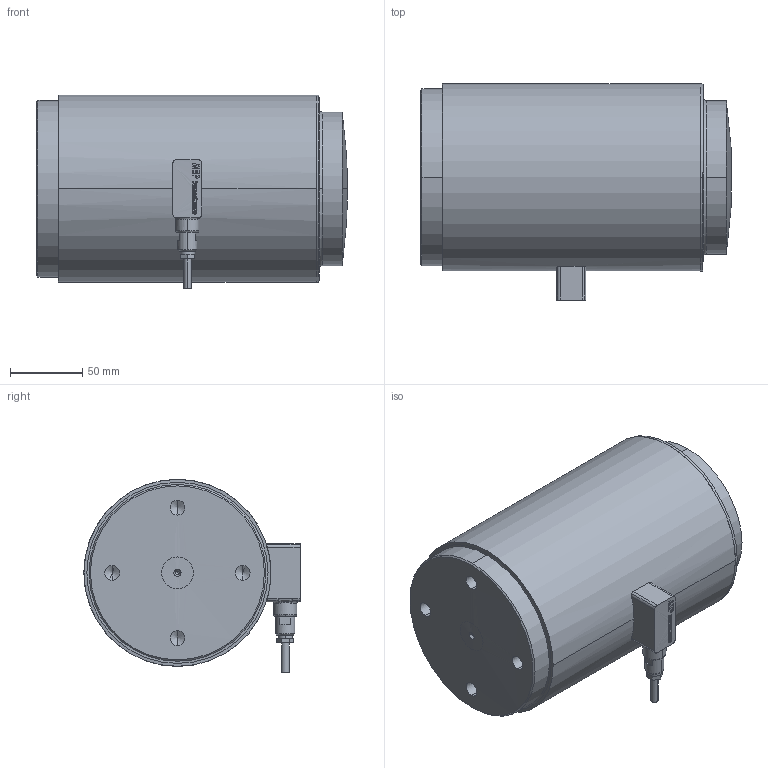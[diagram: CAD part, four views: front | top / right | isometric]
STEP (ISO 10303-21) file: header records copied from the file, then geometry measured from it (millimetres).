
FILE_DESCRIPTION(('STEP AP214'),'1');
FILE_NAME('CLS 200t-300t.stp','2015-05-18T08:03:09',(' '),(' '),'Spatial InterOp 3D',' ',' ');
FILE_SCHEMA(('automotive_design'));
Length unit declared in the file: metre
Products named in the file (1): Box
Bounding box: 214.55 x 149.32 x 133.55 mm (x, y, z)
Volume: 2695314.6 mm3; surface area: 116692.2 mm2
Topology: 1 solids, 1 shells, 208 faces, 549 edges, 368 vertices
Faces by surface type: plane 107, cylinder 38, extrusion 33, cone 16, torus 8, bspline 4, sphere 2
Entity records: 8931 total; most frequent: CARTESIAN_POINT 2181, ORIENTED_EDGE 1078, DIRECTION 945, EDGE_CURVE 539, VERTEX_POINT 368, VECTOR 361, LINE 328, AXIS2_PLACEMENT_3D 292
